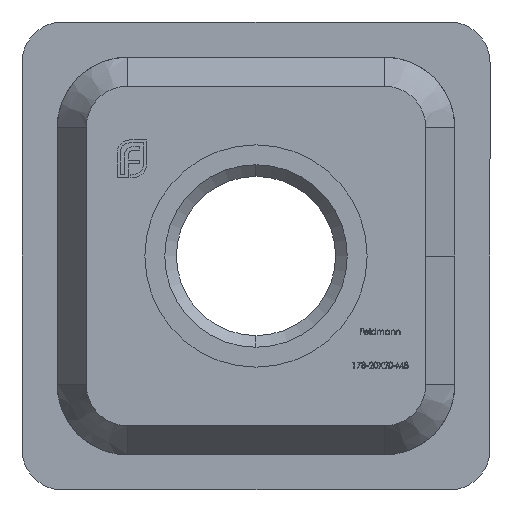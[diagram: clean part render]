
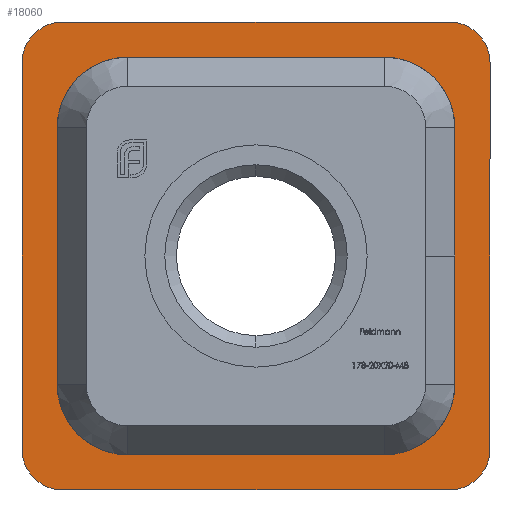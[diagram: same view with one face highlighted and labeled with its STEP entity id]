
A CAD part, front view. The second image highlights one B-rep face of the part: STEP entity #18060.
In plain terms, the highlighted planar face has unit normal (0, -1, 0).
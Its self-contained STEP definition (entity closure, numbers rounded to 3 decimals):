
#41 = ORIENTED_EDGE ( 'NONE', *, *, #5020, .T. ) ;
#104 = VECTOR ( 'NONE', #10466, 1000. ) ;
#146 = LINE ( 'NONE', #20268, #13184 ) ;
#221 = ORIENTED_EDGE ( 'NONE', *, *, #3365, .T. ) ;
#239 = CARTESIAN_POINT ( 'NONE',  ( 7.25, 0., 7.25 ) ) ;
#337 = CARTESIAN_POINT ( 'NONE',  ( -8.25, 0., 10. ) ) ;
#627 = CARTESIAN_POINT ( 'NONE',  ( -10., 0., -8.25 ) ) ;
#663 = CIRCLE ( 'NONE', #10019, 1.75 ) ;
#811 = EDGE_CURVE ( 'NONE', #7148, #8703, #7631, .T. ) ;
#837 = CARTESIAN_POINT ( 'NONE',  ( 0., 0., 0. ) ) ;
#1051 = VERTEX_POINT ( 'NONE', #627 ) ;
#1271 = VERTEX_POINT ( 'NONE', #337 ) ;
#1331 = DIRECTION ( 'NONE',  ( 0., 0., -1. ) ) ;
#1431 = VERTEX_POINT ( 'NONE', #1869 ) ;
#1689 = CARTESIAN_POINT ( 'NONE',  ( -8.25, 0., -8.25 ) ) ;
#1757 = EDGE_CURVE ( 'NONE', #19523, #17822, #3162, .T. ) ;
#1869 = CARTESIAN_POINT ( 'NONE',  ( -10., 0., 8.25 ) ) ;
#1964 = ORIENTED_EDGE ( 'NONE', *, *, #5054, .T. ) ;
#2205 = DIRECTION ( 'NONE',  ( 0., 0., 1. ) ) ;
#2323 = CARTESIAN_POINT ( 'NONE',  ( -5.5, 0., -7.25 ) ) ;
#2419 = PLANE ( 'NONE',  #14502 ) ;
#3162 = CIRCLE ( 'NONE', #9875, 1.75 ) ;
#3291 = AXIS2_PLACEMENT_3D ( 'NONE', #17913, #6850, #11547 ) ;
#3365 = EDGE_CURVE ( 'NONE', #1271, #1431, #17655, .T. ) ;
#3680 = ORIENTED_EDGE ( 'NONE', *, *, #15022, .F. ) ;
#3858 = CARTESIAN_POINT ( 'NONE',  ( 7.25, 0., -5.5 ) ) ;
#3867 = LINE ( 'NONE', #5170, #5613 ) ;
#3868 = DIRECTION ( 'NONE',  ( 0., 0., 1. ) ) ;
#3987 = DIRECTION ( 'NONE',  ( 0., 1., 0. ) ) ;
#4265 = ORIENTED_EDGE ( 'NONE', *, *, #8826, .T. ) ;
#4337 = VECTOR ( 'NONE', #7795, 1000. ) ;
#4366 = EDGE_CURVE ( 'NONE', #4671, #9970, #663, .T. ) ;
#4671 = VERTEX_POINT ( 'NONE', #11295 ) ;
#4825 = CARTESIAN_POINT ( 'NONE',  ( 5.5, 0., 5.5 ) ) ;
#4900 = CARTESIAN_POINT ( 'NONE',  ( 7.25, 0., 5.5 ) ) ;
#5019 = ORIENTED_EDGE ( 'NONE', *, *, #10739, .F. ) ;
#5020 = EDGE_CURVE ( 'NONE', #1051, #7116, #19874, .T. ) ;
#5054 = EDGE_CURVE ( 'NONE', #8617, #14785, #15203, .T. ) ;
#5170 = CARTESIAN_POINT ( 'NONE',  ( -7.25, 0., 7.25 ) ) ;
#5313 = AXIS2_PLACEMENT_3D ( 'NONE', #11718, #11926, #7341 ) ;
#5343 = VERTEX_POINT ( 'NONE', #3858 ) ;
#5613 = VECTOR ( 'NONE', #16395, 1000. ) ;
#5625 = CARTESIAN_POINT ( 'NONE',  ( -10., 0., -10. ) ) ;
#5981 = DIRECTION ( 'NONE',  ( 0., 1., 0. ) ) ;
#6055 = VERTEX_POINT ( 'NONE', #20059 ) ;
#6550 = EDGE_CURVE ( 'NONE', #15447, #9970, #9466, .T. ) ;
#6850 = DIRECTION ( 'NONE',  ( 0., -1., 0. ) ) ;
#6919 = ORIENTED_EDGE ( 'NONE', *, *, #19588, .F. ) ;
#7018 = CARTESIAN_POINT ( 'NONE',  ( -5.5, 0., 7.25 ) ) ;
#7116 = VERTEX_POINT ( 'NONE', #14930 ) ;
#7148 = VERTEX_POINT ( 'NONE', #2323 ) ;
#7341 = DIRECTION ( 'NONE',  ( 0., 0., 1. ) ) ;
#7583 = DIRECTION ( 'NONE',  ( 0., -1., 0. ) ) ;
#7631 = CIRCLE ( 'NONE', #10253, 1.75 ) ;
#7642 = CARTESIAN_POINT ( 'NONE',  ( 10., 0., 8.25 ) ) ;
#7795 = DIRECTION ( 'NONE',  ( 1., 0., 0. ) ) ;
#7832 = CARTESIAN_POINT ( 'NONE',  ( 10., 0., -10. ) ) ;
#7881 = ORIENTED_EDGE ( 'NONE', *, *, #811, .T. ) ;
#8106 = FACE_OUTER_BOUND ( 'NONE', #11015, .T. ) ;
#8530 = LINE ( 'NONE', #15643, #4337 ) ;
#8568 = DIRECTION ( 'NONE',  ( 0., 1., 0. ) ) ;
#8617 = VERTEX_POINT ( 'NONE', #19194 ) ;
#8629 = CARTESIAN_POINT ( 'NONE',  ( -10., 0., -10. ) ) ;
#8673 = VERTEX_POINT ( 'NONE', #16302 ) ;
#8703 = VERTEX_POINT ( 'NONE', #14784 ) ;
#8745 = DIRECTION ( 'NONE',  ( 0., 0., 1. ) ) ;
#8826 = EDGE_CURVE ( 'NONE', #5343, #6055, #9041, .T. ) ;
#9041 = CIRCLE ( 'NONE', #15621, 1.75 ) ;
#9272 = VECTOR ( 'NONE', #9672, 1000. ) ;
#9434 = ORIENTED_EDGE ( 'NONE', *, *, #4366, .T. ) ;
#9466 = LINE ( 'NONE', #7832, #16890 ) ;
#9509 = AXIS2_PLACEMENT_3D ( 'NONE', #1689, #17322, #18792 ) ;
#9672 = DIRECTION ( 'NONE',  ( 1., 0., 0. ) ) ;
#9761 = LINE ( 'NONE', #17535, #9272 ) ;
#9875 = AXIS2_PLACEMENT_3D ( 'NONE', #4825, #15858, #10878 ) ;
#9970 = VERTEX_POINT ( 'NONE', #17534 ) ;
#10019 = AXIS2_PLACEMENT_3D ( 'NONE', #20449, #7583, #10721 ) ;
#10253 = AXIS2_PLACEMENT_3D ( 'NONE', #11420, #8568, #19388 ) ;
#10408 = AXIS2_PLACEMENT_3D ( 'NONE', #11610, #11399, #2205 ) ;
#10466 = DIRECTION ( 'NONE',  ( -1., 0., 0. ) ) ;
#10473 = EDGE_LOOP ( 'NONE', ( #12891, #4265, #5019, #7881, #15008, #1964, #6919, #19489 ) ) ;
#10542 = CARTESIAN_POINT ( 'NONE',  ( 5.5, 0., -5.5 ) ) ;
#10721 = DIRECTION ( 'NONE',  ( 0., 0., 1. ) ) ;
#10739 = EDGE_CURVE ( 'NONE', #7148, #6055, #8530, .T. ) ;
#10770 = EDGE_CURVE ( 'NONE', #8617, #8703, #146, .T. ) ;
#10878 = DIRECTION ( 'NONE',  ( 0., 0., 1. ) ) ;
#11015 = EDGE_LOOP ( 'NONE', ( #11567, #221, #3680, #41, #14020, #9434, #13060, #12071 ) ) ;
#11295 = CARTESIAN_POINT ( 'NONE',  ( 8.25, 0., -10. ) ) ;
#11399 = DIRECTION ( 'NONE',  ( 0., -1., 0. ) ) ;
#11420 = CARTESIAN_POINT ( 'NONE',  ( -5.5, 0., -5.5 ) ) ;
#11496 = CARTESIAN_POINT ( 'NONE',  ( 5.5, 0., 7.25 ) ) ;
#11547 = DIRECTION ( 'NONE',  ( 0., 0., 1. ) ) ;
#11557 = LINE ( 'NONE', #239, #18988 ) ;
#11567 = ORIENTED_EDGE ( 'NONE', *, *, #20005, .F. ) ;
#11610 = CARTESIAN_POINT ( 'NONE',  ( -8.25, 0., 8.25 ) ) ;
#11718 = CARTESIAN_POINT ( 'NONE',  ( -5.5, 0., 5.5 ) ) ;
#11926 = DIRECTION ( 'NONE',  ( 0., 1., 0. ) ) ;
#12071 = ORIENTED_EDGE ( 'NONE', *, *, #17920, .T. ) ;
#12085 = EDGE_CURVE ( 'NONE', #4671, #7116, #16886, .T. ) ;
#12891 = ORIENTED_EDGE ( 'NONE', *, *, #17046, .F. ) ;
#13060 = ORIENTED_EDGE ( 'NONE', *, *, #6550, .F. ) ;
#13184 = VECTOR ( 'NONE', #1331, 1000. ) ;
#14020 = ORIENTED_EDGE ( 'NONE', *, *, #12085, .F. ) ;
#14502 = AXIS2_PLACEMENT_3D ( 'NONE', #837, #3987, #8745 ) ;
#14784 = CARTESIAN_POINT ( 'NONE',  ( -7.25, 0., -5.5 ) ) ;
#14785 = VERTEX_POINT ( 'NONE', #7018 ) ;
#14930 = CARTESIAN_POINT ( 'NONE',  ( -8.25, 0., -10. ) ) ;
#15008 = ORIENTED_EDGE ( 'NONE', *, *, #10770, .F. ) ;
#15022 = EDGE_CURVE ( 'NONE', #1051, #1431, #20255, .T. ) ;
#15203 = CIRCLE ( 'NONE', #5313, 1.75 ) ;
#15447 = VERTEX_POINT ( 'NONE', #7642 ) ;
#15621 = AXIS2_PLACEMENT_3D ( 'NONE', #10542, #5981, #16983 ) ;
#15643 = CARTESIAN_POINT ( 'NONE',  ( -7.25, 0., -7.25 ) ) ;
#15858 = DIRECTION ( 'NONE',  ( 0., 1., 0. ) ) ;
#16302 = CARTESIAN_POINT ( 'NONE',  ( 8.25, 0., 10. ) ) ;
#16395 = DIRECTION ( 'NONE',  ( -1., 0., 0. ) ) ;
#16494 = CIRCLE ( 'NONE', #3291, 1.75 ) ;
#16886 = LINE ( 'NONE', #5625, #104 ) ;
#16890 = VECTOR ( 'NONE', #18859, 1000. ) ;
#16983 = DIRECTION ( 'NONE',  ( 0., 0., 1. ) ) ;
#17046 = EDGE_CURVE ( 'NONE', #5343, #17822, #11557, .T. ) ;
#17322 = DIRECTION ( 'NONE',  ( 0., -1., 0. ) ) ;
#17534 = CARTESIAN_POINT ( 'NONE',  ( 10., 0., -8.25 ) ) ;
#17535 = CARTESIAN_POINT ( 'NONE',  ( -10., 0., 10. ) ) ;
#17655 = CIRCLE ( 'NONE', #10408, 1.75 ) ;
#17701 = FACE_BOUND ( 'NONE', #10473, .T. ) ;
#17822 = VERTEX_POINT ( 'NONE', #4900 ) ;
#17913 = CARTESIAN_POINT ( 'NONE',  ( 8.25, 0., 8.25 ) ) ;
#17920 = EDGE_CURVE ( 'NONE', #15447, #8673, #16494, .T. ) ;
#18060 = ADVANCED_FACE ( 'NONE', ( #8106, #17701 ), #2419, .F. ) ;
#18792 = DIRECTION ( 'NONE',  ( 0., 0., 1. ) ) ;
#18859 = DIRECTION ( 'NONE',  ( 0., 0., -1. ) ) ;
#18988 = VECTOR ( 'NONE', #19183, 1000. ) ;
#19183 = DIRECTION ( 'NONE',  ( 0., 0., 1. ) ) ;
#19194 = CARTESIAN_POINT ( 'NONE',  ( -7.25, 0., 5.5 ) ) ;
#19388 = DIRECTION ( 'NONE',  ( 0., 0., 1. ) ) ;
#19489 = ORIENTED_EDGE ( 'NONE', *, *, #1757, .T. ) ;
#19523 = VERTEX_POINT ( 'NONE', #11496 ) ;
#19588 = EDGE_CURVE ( 'NONE', #19523, #14785, #3867, .T. ) ;
#19779 = VECTOR ( 'NONE', #3868, 1000. ) ;
#19874 = CIRCLE ( 'NONE', #9509, 1.75 ) ;
#20005 = EDGE_CURVE ( 'NONE', #1271, #8673, #9761, .T. ) ;
#20059 = CARTESIAN_POINT ( 'NONE',  ( 5.5, 0., -7.25 ) ) ;
#20255 = LINE ( 'NONE', #8629, #19779 ) ;
#20268 = CARTESIAN_POINT ( 'NONE',  ( -7.25, 0., 7.25 ) ) ;
#20449 = CARTESIAN_POINT ( 'NONE',  ( 8.25, 0., -8.25 ) ) ;
